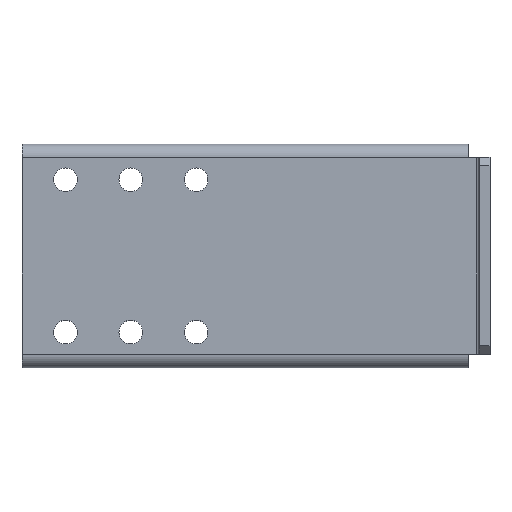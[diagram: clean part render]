
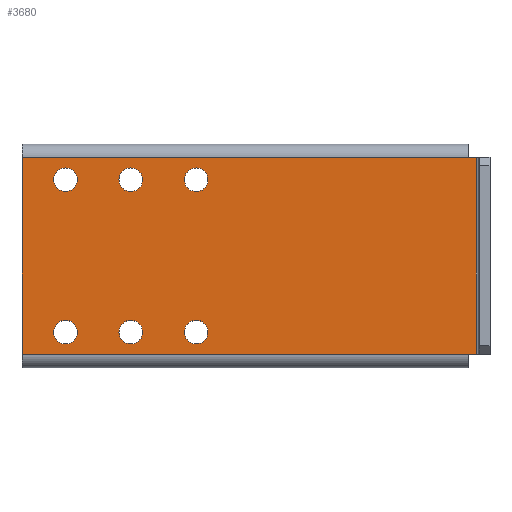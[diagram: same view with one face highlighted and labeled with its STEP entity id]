
A CAD part, top view. The second image highlights one B-rep face of the part: STEP entity #3680.
In plain terms, the highlighted planar face has unit normal (0, 0, 1).
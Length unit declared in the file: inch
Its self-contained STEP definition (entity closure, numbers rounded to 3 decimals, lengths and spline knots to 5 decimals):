
#47=CIRCLE('',#3818,0.136);
#48=CIRCLE('',#3820,0.136);
#49=CIRCLE('',#3822,0.136);
#50=CIRCLE('',#3824,0.136);
#51=CIRCLE('',#3826,0.136);
#52=CIRCLE('',#3828,0.136);
#97=FACE_BOUND('',#815,.T.);
#98=FACE_BOUND('',#816,.T.);
#99=FACE_BOUND('',#817,.T.);
#100=FACE_BOUND('',#818,.T.);
#101=FACE_BOUND('',#819,.T.);
#102=FACE_BOUND('',#820,.T.);
#571=FACE_OUTER_BOUND('',#814,.T.);
#814=EDGE_LOOP('',(#3342,#3343,#3344,#3345,#3346,#3347));
#815=EDGE_LOOP('',(#3348));
#816=EDGE_LOOP('',(#3349));
#817=EDGE_LOOP('',(#3350));
#818=EDGE_LOOP('',(#3351));
#819=EDGE_LOOP('',(#3352));
#820=EDGE_LOOP('',(#3353));
#1102=LINE('',#6567,#1417);
#1131=LINE('',#6663,#1446);
#1135=LINE('',#6676,#1450);
#1136=LINE('',#6678,#1451);
#1138=LINE('',#6682,#1453);
#1139=LINE('',#6684,#1454);
#1417=VECTOR('',#4304,0.3937);
#1446=VECTOR('',#4397,0.3937);
#1450=VECTOR('',#4415,0.3937);
#1451=VECTOR('',#4418,0.3937);
#1453=VECTOR('',#4424,0.3937);
#1454=VECTOR('',#4427,0.3937);
#1765=VERTEX_POINT('',#6542);
#1773=VERTEX_POINT('',#6564);
#1774=VERTEX_POINT('',#6566);
#1787=VERTEX_POINT('',#6601);
#1802=VERTEX_POINT('',#6643);
#1803=VERTEX_POINT('',#6646);
#1804=VERTEX_POINT('',#6649);
#1805=VERTEX_POINT('',#6652);
#1806=VERTEX_POINT('',#6655);
#1807=VERTEX_POINT('',#6658);
#1808=VERTEX_POINT('',#6661);
#1809=VERTEX_POINT('',#6662);
#2277=EDGE_CURVE('',#1773,#1774,#1102,.T.);
#2315=EDGE_CURVE('',#1802,#1802,#47,.T.);
#2316=EDGE_CURVE('',#1803,#1803,#48,.T.);
#2317=EDGE_CURVE('',#1804,#1804,#49,.T.);
#2318=EDGE_CURVE('',#1805,#1805,#50,.T.);
#2319=EDGE_CURVE('',#1806,#1806,#51,.T.);
#2320=EDGE_CURVE('',#1807,#1807,#52,.T.);
#2321=EDGE_CURVE('',#1808,#1809,#1131,.T.);
#2329=EDGE_CURVE('',#1765,#1808,#1135,.T.);
#2330=EDGE_CURVE('',#1787,#1809,#1136,.T.);
#2332=EDGE_CURVE('',#1773,#1765,#1138,.T.);
#2333=EDGE_CURVE('',#1787,#1774,#1139,.T.);
#3342=ORIENTED_EDGE('',*,*,#2332,.T.);
#3343=ORIENTED_EDGE('',*,*,#2329,.T.);
#3344=ORIENTED_EDGE('',*,*,#2321,.T.);
#3345=ORIENTED_EDGE('',*,*,#2330,.F.);
#3346=ORIENTED_EDGE('',*,*,#2333,.T.);
#3347=ORIENTED_EDGE('',*,*,#2277,.F.);
#3348=ORIENTED_EDGE('',*,*,#2315,.T.);
#3349=ORIENTED_EDGE('',*,*,#2316,.T.);
#3350=ORIENTED_EDGE('',*,*,#2317,.T.);
#3351=ORIENTED_EDGE('',*,*,#2318,.T.);
#3352=ORIENTED_EDGE('',*,*,#2319,.T.);
#3353=ORIENTED_EDGE('',*,*,#2320,.T.);
#3479=PLANE('',#3840);
#3680=ADVANCED_FACE('',(#571,#97,#98,#99,#100,#101,#102),#3479,.T.);
#3818=AXIS2_PLACEMENT_3D('',#6644,#4373,#4374);
#3820=AXIS2_PLACEMENT_3D('',#6647,#4377,#4378);
#3822=AXIS2_PLACEMENT_3D('',#6650,#4381,#4382);
#3824=AXIS2_PLACEMENT_3D('',#6653,#4385,#4386);
#3826=AXIS2_PLACEMENT_3D('',#6656,#4389,#4390);
#3828=AXIS2_PLACEMENT_3D('',#6659,#4393,#4394);
#3840=AXIS2_PLACEMENT_3D('',#6683,#4425,#4426);
#4304=DIRECTION('',(0.,1.,0.));
#4373=DIRECTION('center_axis',(0.,0.,-1.));
#4374=DIRECTION('ref_axis',(-1.,0.,0.));
#4377=DIRECTION('center_axis',(0.,0.,-1.));
#4378=DIRECTION('ref_axis',(-1.,0.,0.));
#4381=DIRECTION('center_axis',(0.,0.,-1.));
#4382=DIRECTION('ref_axis',(-1.,0.,0.));
#4385=DIRECTION('center_axis',(0.,0.,-1.));
#4386=DIRECTION('ref_axis',(-1.,0.,0.));
#4389=DIRECTION('center_axis',(0.,0.,-1.));
#4390=DIRECTION('ref_axis',(-1.,0.,0.));
#4393=DIRECTION('center_axis',(0.,0.,-1.));
#4394=DIRECTION('ref_axis',(-1.,0.,0.));
#4397=DIRECTION('',(0.,1.,0.));
#4415=DIRECTION('',(1.,0.,0.));
#4418=DIRECTION('',(1.,0.,0.));
#4424=DIRECTION('',(1.,0.,0.));
#4425=DIRECTION('center_axis',(0.,0.,1.));
#4426=DIRECTION('ref_axis',(1.,0.,0.));
#4427=DIRECTION('',(-1.,0.,0.));
#6542=CARTESIAN_POINT('',(5.125,-1.12925,0.125));
#6564=CARTESIAN_POINT('',(0.,-1.12925,0.125));
#6566=CARTESIAN_POINT('',(0.,1.12925,0.125));
#6567=CARTESIAN_POINT('',(0.,-1.1605,0.125));
#6601=CARTESIAN_POINT('',(5.125,1.12925,0.125));
#6643=CARTESIAN_POINT('',(1.386,0.875,0.125));
#6644=CARTESIAN_POINT('Origin',(1.25,0.875,0.125));
#6646=CARTESIAN_POINT('',(2.136,-0.875,0.125));
#6647=CARTESIAN_POINT('Origin',(2.,-0.875,0.125));
#6649=CARTESIAN_POINT('',(0.636,-0.875,0.125));
#6650=CARTESIAN_POINT('Origin',(0.5,-0.875,0.125));
#6652=CARTESIAN_POINT('',(0.636,0.875,0.125));
#6653=CARTESIAN_POINT('Origin',(0.5,0.875,0.125));
#6655=CARTESIAN_POINT('',(2.136,0.875,0.125));
#6656=CARTESIAN_POINT('Origin',(2.,0.875,0.125));
#6658=CARTESIAN_POINT('',(1.386,-0.875,0.125));
#6659=CARTESIAN_POINT('Origin',(1.25,-0.875,0.125));
#6661=CARTESIAN_POINT('',(5.21875,-1.12925,0.125));
#6662=CARTESIAN_POINT('',(5.21875,1.12925,0.125));
#6663=CARTESIAN_POINT('',(5.21875,1.12925,0.125));
#6676=CARTESIAN_POINT('',(5.125,-1.12925,0.125));
#6678=CARTESIAN_POINT('',(5.125,1.12925,0.125));
#6682=CARTESIAN_POINT('',(1.28125,-1.12925,0.125));
#6683=CARTESIAN_POINT('Origin',(2.5625,0.,0.125));
#6684=CARTESIAN_POINT('',(3.84375,1.12925,0.125));
